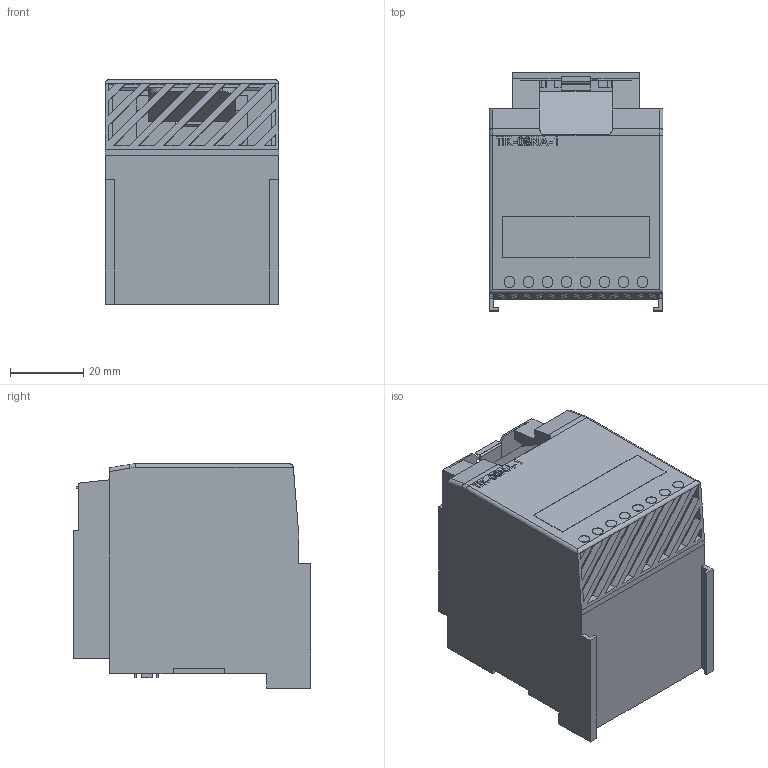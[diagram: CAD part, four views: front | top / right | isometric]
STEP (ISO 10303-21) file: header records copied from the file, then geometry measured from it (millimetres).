
FILE_DESCRIPTION (( 'STEP AP214' ), '1' );
FILE_NAME ('T1K-08NNA-1.STEP', '2013-11-14T18:57:56', ( '' ), ( '' ), 'SwSTEP 2.0', 'SolidWorks 2013', '' );
FILE_SCHEMA (( 'AUTOMOTIVE_DESIGN' ));
Length unit declared in the file: millimetre
Products named in the file (1): T1K-08NNA-1
Bounding box: 47.6 x 65.1 x 61.36 mm (x, y, z)
Volume: 30279 mm3; surface area: 35941.2 mm2
Topology: 1 solids, 1 shells, 554 faces, 1559 edges, 993 vertices
Faces by surface type: plane 425, cylinder 101, bspline 26, torus 2
Entity records: 25255 total; most frequent: CARTESIAN_POINT 4779, ORIENTED_EDGE 3118, DIRECTION 2739, EDGE_CURVE 1559, VECTOR 1297, LINE 1297, VERTEX_POINT 993, AXIS2_PLACEMENT_3D 721
